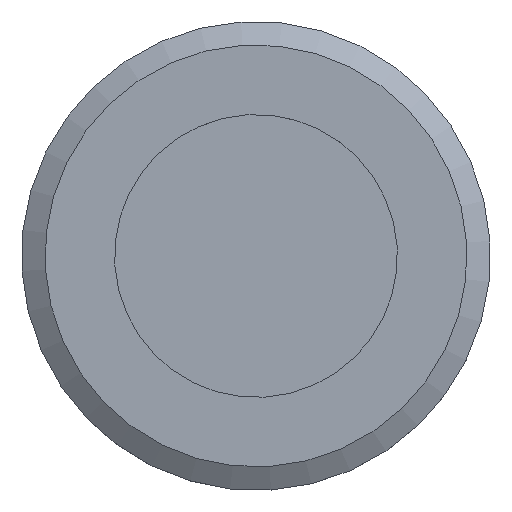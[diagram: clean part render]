
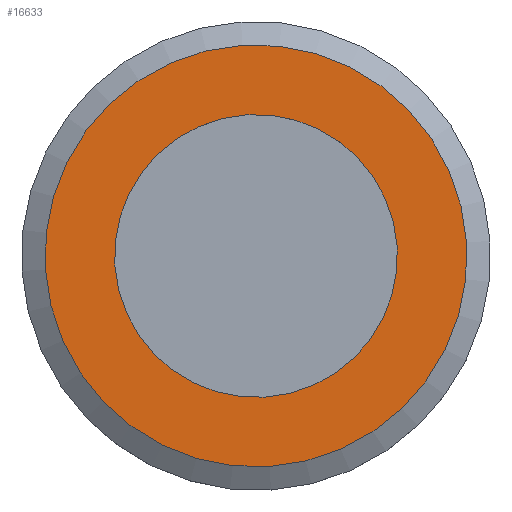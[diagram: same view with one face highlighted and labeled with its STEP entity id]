
A CAD part, top view. The second image highlights one B-rep face of the part: STEP entity #16633.
In plain terms, the highlighted planar face has unit normal (0, 0, 1).
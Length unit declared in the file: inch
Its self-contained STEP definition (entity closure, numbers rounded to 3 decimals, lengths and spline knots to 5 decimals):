
#16602=CARTESIAN_POINT('',(0.47637,-0.23572,1.11557));
#16603=VERTEX_POINT('',#16602);
#16604=CARTESIAN_POINT('',(0.,0.,1.11557));
#16605=DIRECTION('',(0.0,0.0,-1.0));
#16606=DIRECTION('',(0.896,-0.443,0.0));
#16607=AXIS2_PLACEMENT_3D('',#16604,#16605,#16606);
#16608=CIRCLE('',#16607,0.5315);
#16609=EDGE_CURVE('',#16603,#16603,#16608,.T.);
#16614=CARTESIAN_POINT('',(-0.26471,0.78329,1.11557));
#16615=DIRECTION('',(0.0,0.0,1.0));
#16616=DIRECTION('',(1.0,0.0,0.0));
#16617=AXIS2_PLACEMENT_3D('',#16614,#16615,#16616);
#16618=PLANE('',#16617);
#16619=ORIENTED_EDGE('',*,*,#16609,.F.);
#16620=EDGE_LOOP('',(#16619));
#16621=FACE_OUTER_BOUND('',#16620,.T.);
#16622=CARTESIAN_POINT('',(0.31934,-0.15802,1.11557));
#16623=VERTEX_POINT('',#16622);
#16624=CARTESIAN_POINT('',(0.,0.,1.11557));
#16625=DIRECTION('',(0.0,0.0,-1.0));
#16626=DIRECTION('',(0.896,-0.443,0.0));
#16627=AXIS2_PLACEMENT_3D('',#16624,#16625,#16626);
#16628=CIRCLE('',#16627,0.3563);
#16629=EDGE_CURVE('',#16623,#16623,#16628,.T.);
#16630=ORIENTED_EDGE('',*,*,#16629,.T.);
#16631=EDGE_LOOP('',(#16630));
#16632=FACE_BOUND('',#16631,.T.);
#16633=ADVANCED_FACE('',(#16621,#16632),#16618,.T.);
